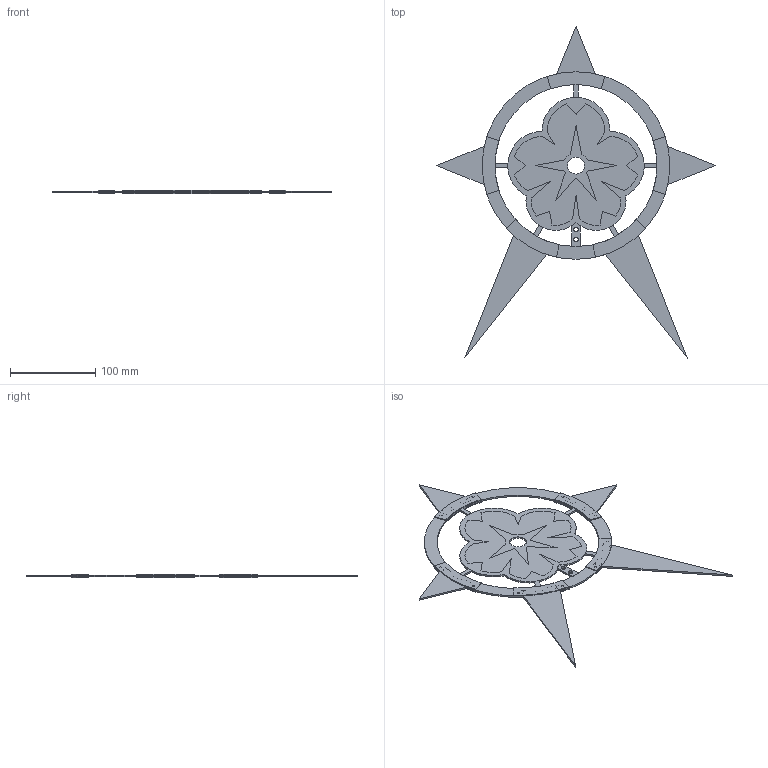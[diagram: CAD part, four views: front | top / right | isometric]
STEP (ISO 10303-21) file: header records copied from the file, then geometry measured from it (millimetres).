
FILE_DESCRIPTION(/* description */ ('','CAx-IF Rec.Pracs.---Representation and Presentation of Product Manufacturing Information (PMI)---4.0---2014-10-13'),/* implementation_level */ '2;1');
FILE_NAME(/* name */ '',/* time_stamp */ '2025-03-06T15:21:14+09:00',/* author */ (''),/* organization */ (''),/* preprocessor_version */ 'ST-DEVELOPER v20',/* originating_system */ 'Autodesk Translation Framework v13.20.0.188',/* authorisation */ '');
FILE_SCHEMA (('AP242_MANAGED_MODEL_BASED_3D_ENGINEERING_MIM_LF { 1 0 10303 442 1 1 4 }'));
Length unit declared in the file: millimetre
Products named in the file (7): ワカモ_ヘイロー_mk1; main; 突起a; 突起b; connector; front; Component6
Assembly tree (13 placements, depth 4):
  ワカモ_ヘイロー_mk1
    main
    突起a  x2
    突起b  x3
    connector  x5
      front
        Component6
Bounding box: 327.36 x 389.43 x 4 mm (x, y, z)
Volume: 84960.4 mm3; surface area: 108515.6 mm2
Topology: 25 solids, 25 shells, 469 faces, 1197 edges, 798 vertices
Faces by surface type: plane 332, cylinder 137
Full cylindrical faces by diameter (mm): 2.7 x20, 3 x10, 5.2 x2, 20 x1, 190 x1
Entity records: 9940 total; most frequent: CARTESIAN_POINT 1708, DIRECTION 1670, ORIENTED_EDGE 1656, EDGE_CURVE 828, LINE 642, VECTOR 642, VERTEX_POINT 552, AXIS2_PLACEMENT_3D 514
